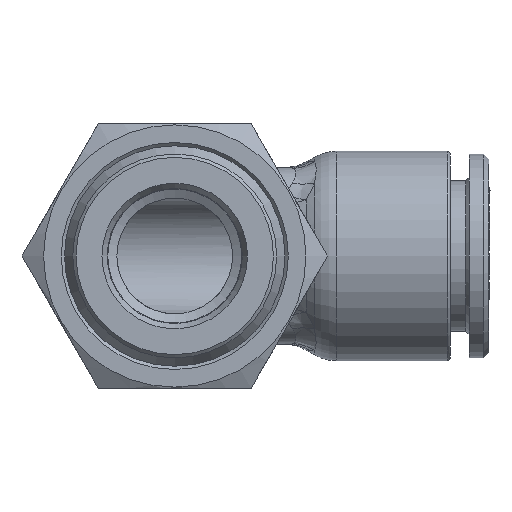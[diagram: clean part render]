
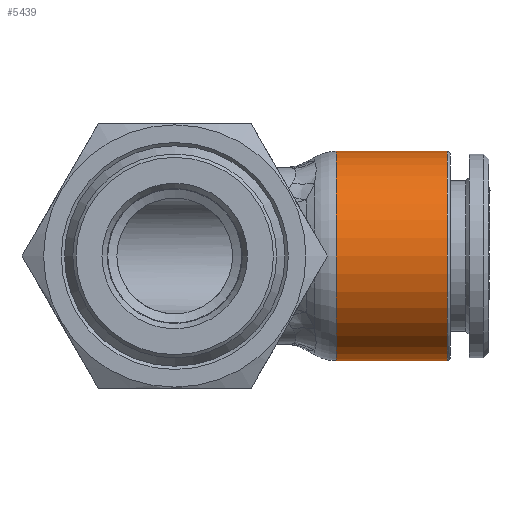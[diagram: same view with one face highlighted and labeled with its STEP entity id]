
A CAD part, front view. The second image highlights one B-rep face of the part: STEP entity #5439.
In plain terms, the highlighted cylindrical face has radius 9.5 mm (diameter 19 mm), a full revolution.
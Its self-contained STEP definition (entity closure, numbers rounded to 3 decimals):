
#821=CYLINDRICAL_SURFACE('',#5699,9.5);
#1762=ORIENTED_EDGE('',*,*,#2402,.T.);
#1763=ORIENTED_EDGE('',*,*,#2401,.T.);
#2401=EDGE_CURVE('',#2766,#2766,#2879,.T.);
#2402=EDGE_CURVE('',#2767,#2767,#2880,.T.);
#2766=VERTEX_POINT('',#10982);
#2767=VERTEX_POINT('',#10985);
#2879=CIRCLE('',#5698,9.5);
#2880=CIRCLE('',#5700,9.5);
#3122=EDGE_LOOP('',(#1762));
#3123=EDGE_LOOP('',(#1763));
#3415=FACE_BOUND('',#3122,.T.);
#3416=FACE_BOUND('',#3123,.T.);
#5439=ADVANCED_FACE('',(#3415,#3416),#821,.T.);
#5698=AXIS2_PLACEMENT_3D('',#10981,#6432,#6433);
#5699=AXIS2_PLACEMENT_3D('',#10983,#6434,#6435);
#5700=AXIS2_PLACEMENT_3D('',#10984,#6436,#6437);
#6432=DIRECTION('',(-1.,0.,0.));
#6433=DIRECTION('',(0.,0.,1.));
#6434=DIRECTION('',(-1.,0.,0.));
#6435=DIRECTION('',(0.,0.,1.));
#6436=DIRECTION('',(1.,0.,0.));
#6437=DIRECTION('',(0.,0.,-1.));
#10981=CARTESIAN_POINT('',(24.7,0.,0.));
#10982=CARTESIAN_POINT('',(24.7,0.,9.5));
#10983=CARTESIAN_POINT('',(-11.484,0.,0.));
#10984=CARTESIAN_POINT('',(14.67,0.,0.));
#10985=CARTESIAN_POINT('',(14.67,0.,-9.5));
